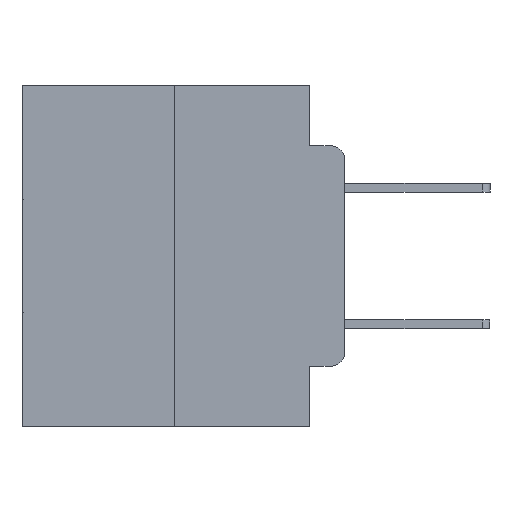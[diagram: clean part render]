
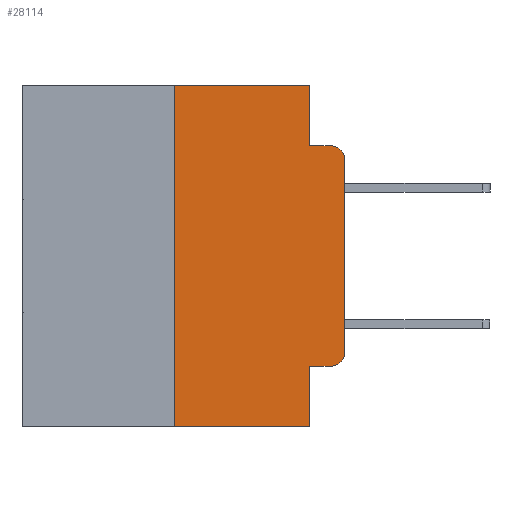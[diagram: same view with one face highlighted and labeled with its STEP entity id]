
A CAD part, left-side view. The second image highlights one B-rep face of the part: STEP entity #28114.
In plain terms, the highlighted planar face has unit normal (-1, 0, 0).
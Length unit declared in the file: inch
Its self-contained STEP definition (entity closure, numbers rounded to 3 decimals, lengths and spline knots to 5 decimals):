
#107 = DIRECTION ( 'NONE',  ( 0., 0., -1. ) ) ;
#264 = CARTESIAN_POINT ( 'NONE',  ( 0., 0.25, 0. ) ) ;
#1140 = DIRECTION ( 'NONE',  ( -1., 0., 0. ) ) ;
#2427 = VECTOR ( 'NONE', #12047, 39.37008 ) ;
#2622 = DIRECTION ( 'NONE',  ( 0., 0., 1. ) ) ;
#2771 = CARTESIAN_POINT ( 'NONE',  ( 0., 0., 0. ) ) ;
#3015 = LINE ( 'NONE', #19375, #14245 ) ;
#3987 = EDGE_CURVE ( 'NONE', #17019, #17786, #28466, .T. ) ;
#4631 = CARTESIAN_POINT ( 'NONE',  ( 0., 0.25, -0.5 ) ) ;
#4656 = CARTESIAN_POINT ( 'NONE',  ( 0., 0.051, 0. ) ) ;
#4688 = VERTEX_POINT ( 'NONE', #8386 ) ;
#4907 = VERTEX_POINT ( 'NONE', #4631 ) ;
#5681 = DIRECTION ( 'NONE',  ( 0., 0., -1. ) ) ;
#6669 = AXIS2_PLACEMENT_3D ( 'NONE', #13076, #28473, #15308 ) ;
#6994 = VERTEX_POINT ( 'NONE', #20778 ) ;
#7160 = ORIENTED_EDGE ( 'NONE', *, *, #19125, .F. ) ;
#8386 = CARTESIAN_POINT ( 'NONE',  ( 0., 0.02, -0.4115 ) ) ;
#8693 = CARTESIAN_POINT ( 'NONE',  ( 0., 0.473, 0. ) ) ;
#9169 = VECTOR ( 'NONE', #17616, 39.37008 ) ;
#9345 = CARTESIAN_POINT ( 'NONE',  ( 0., 0.051, -0.0885 ) ) ;
#9409 = ORIENTED_EDGE ( 'NONE', *, *, #14726, .F. ) ;
#9766 = ORIENTED_EDGE ( 'NONE', *, *, #15949, .T. ) ;
#10166 = ORIENTED_EDGE ( 'NONE', *, *, #22449, .T. ) ;
#10322 = LINE ( 'NONE', #9345, #27274 ) ;
#10407 = CARTESIAN_POINT ( 'NONE',  ( 0., 0.051, -0.5 ) ) ;
#10697 = CIRCLE ( 'NONE', #6669, 0.02 ) ;
#10837 = CARTESIAN_POINT ( 'NONE',  ( 0., 0.25, 0. ) ) ;
#11600 = DIRECTION ( 'NONE',  ( 0., -1., 0. ) ) ;
#11961 = CARTESIAN_POINT ( 'NONE',  ( 0., 0.051, -0.4115 ) ) ;
#12047 = DIRECTION ( 'NONE',  ( 0., -1., 0. ) ) ;
#12408 = CARTESIAN_POINT ( 'NONE',  ( 0., 0., -0.1085 ) ) ;
#12649 = ORIENTED_EDGE ( 'NONE', *, *, #27743, .T. ) ;
#12744 = LINE ( 'NONE', #2771, #17942 ) ;
#12998 = LINE ( 'NONE', #14487, #24729 ) ;
#13076 = CARTESIAN_POINT ( 'NONE',  ( 0., 0.02, -0.3915 ) ) ;
#13687 = VERTEX_POINT ( 'NONE', #25642 ) ;
#14245 = VECTOR ( 'NONE', #23824, 39.37008 ) ;
#14393 = LINE ( 'NONE', #11961, #2427 ) ;
#14487 = CARTESIAN_POINT ( 'NONE',  ( 0., 0.473, -0.5 ) ) ;
#14515 = EDGE_CURVE ( 'NONE', #4688, #6994, #10697, .T. ) ;
#14609 = CARTESIAN_POINT ( 'NONE',  ( 0., 0.473, 0. ) ) ;
#14659 = CARTESIAN_POINT ( 'NONE',  ( 0., 0.02, -0.1085 ) ) ;
#14726 = EDGE_CURVE ( 'NONE', #14914, #13687, #10322, .T. ) ;
#14914 = VERTEX_POINT ( 'NONE', #25474 ) ;
#14990 = AXIS2_PLACEMENT_3D ( 'NONE', #14609, #19011, #5681 ) ;
#15308 = DIRECTION ( 'NONE',  ( 0., 0., -1. ) ) ;
#15524 = AXIS2_PLACEMENT_3D ( 'NONE', #14659, #1140, #16868 ) ;
#15949 = EDGE_CURVE ( 'NONE', #6994, #25833, #12744, .T. ) ;
#16098 = ORIENTED_EDGE ( 'NONE', *, *, #20633, .F. ) ;
#16191 = DIRECTION ( 'NONE',  ( 0., 0., 1. ) ) ;
#16211 = ORIENTED_EDGE ( 'NONE', *, *, #3987, .F. ) ;
#16830 = PLANE ( 'NONE',  #14990 ) ;
#16868 = DIRECTION ( 'NONE',  ( 0., 0., -1. ) ) ;
#17019 = VERTEX_POINT ( 'NONE', #27373 ) ;
#17333 = VERTEX_POINT ( 'NONE', #10837 ) ;
#17396 = EDGE_LOOP ( 'NONE', ( #9766, #12649, #9409, #7160, #19409, #16098, #23735, #16211, #10166, #18327 ) ) ;
#17616 = DIRECTION ( 'NONE',  ( 0., -1., 0. ) ) ;
#17786 = VERTEX_POINT ( 'NONE', #10407 ) ;
#17942 = VECTOR ( 'NONE', #16191, 39.37008 ) ;
#17987 = CIRCLE ( 'NONE', #15524, 0.02 ) ;
#18327 = ORIENTED_EDGE ( 'NONE', *, *, #14515, .T. ) ;
#19011 = DIRECTION ( 'NONE',  ( 1., 0., 0. ) ) ;
#19125 = EDGE_CURVE ( 'NONE', #27599, #14914, #3015, .T. ) ;
#19375 = CARTESIAN_POINT ( 'NONE',  ( 0., 0.051, 0. ) ) ;
#19409 = ORIENTED_EDGE ( 'NONE', *, *, #23477, .F. ) ;
#20633 = EDGE_CURVE ( 'NONE', #4907, #17333, #26900, .T. ) ;
#20778 = CARTESIAN_POINT ( 'NONE',  ( 0., 0., -0.3915 ) ) ;
#21057 = VECTOR ( 'NONE', #2622, 39.37008 ) ;
#22449 = EDGE_CURVE ( 'NONE', #17019, #4688, #14393, .T. ) ;
#22530 = EDGE_CURVE ( 'NONE', #4907, #17786, #12998, .T. ) ;
#22640 = VECTOR ( 'NONE', #107, 39.37008 ) ;
#23477 = EDGE_CURVE ( 'NONE', #17333, #27599, #28859, .T. ) ;
#23735 = ORIENTED_EDGE ( 'NONE', *, *, #22530, .T. ) ;
#23824 = DIRECTION ( 'NONE',  ( 0., 0., -1. ) ) ;
#24507 = FACE_OUTER_BOUND ( 'NONE', #17396, .T. ) ;
#24729 = VECTOR ( 'NONE', #27665, 39.37008 ) ;
#25474 = CARTESIAN_POINT ( 'NONE',  ( 0., 0.051, -0.0885 ) ) ;
#25642 = CARTESIAN_POINT ( 'NONE',  ( 0., 0.02, -0.0885 ) ) ;
#25833 = VERTEX_POINT ( 'NONE', #12408 ) ;
#26900 = LINE ( 'NONE', #264, #21057 ) ;
#27270 = CARTESIAN_POINT ( 'NONE',  ( 0., 0.051, 0. ) ) ;
#27274 = VECTOR ( 'NONE', #11600, 39.37008 ) ;
#27373 = CARTESIAN_POINT ( 'NONE',  ( 0., 0.051, -0.4115 ) ) ;
#27599 = VERTEX_POINT ( 'NONE', #27270 ) ;
#27665 = DIRECTION ( 'NONE',  ( 0., -1., 0. ) ) ;
#27743 = EDGE_CURVE ( 'NONE', #25833, #13687, #17987, .T. ) ;
#28114 = ADVANCED_FACE ( 'NONE', ( #24507 ), #16830, .F. ) ;
#28466 = LINE ( 'NONE', #4656, #22640 ) ;
#28473 = DIRECTION ( 'NONE',  ( -1., 0., 0. ) ) ;
#28859 = LINE ( 'NONE', #8693, #9169 ) ;
